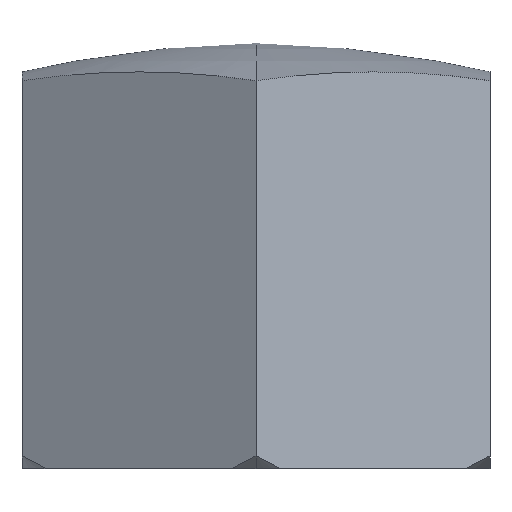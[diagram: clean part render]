
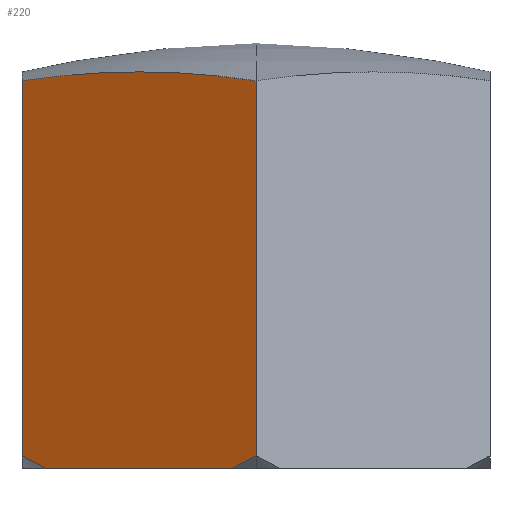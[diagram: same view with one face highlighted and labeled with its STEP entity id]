
A CAD part, front view. The second image highlights one B-rep face of the part: STEP entity #220.
In plain terms, the highlighted planar face has unit normal (-0.5, -0.866, 0).
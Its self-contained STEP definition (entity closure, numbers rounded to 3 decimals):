
#1 = CARTESIAN_POINT ( 'NONE',  ( -11., -6.351, 0.602 ) ) ;
#15 = ORIENTED_EDGE ( 'NONE', *, *, #345, .T. ) ;
#21 = ORIENTED_EDGE ( 'NONE', *, *, #380, .T. ) ;
#22 = CARTESIAN_POINT ( 'NONE',  ( -7.333, -8.468, 18.792 ) ) ;
#35 = CARTESIAN_POINT ( 'NONE',  ( 0., -12.702, 18.242 ) ) ;
#50 = B_SPLINE_CURVE_WITH_KNOTS ( 'NONE', 3,
 ( #35, #485, #22, #173 ),
 .UNSPECIFIED., .F., .F.,
 ( 4, 4 ),
 ( 0., 0.013 ),
 .UNSPECIFIED. ) ;
#52 = DIRECTION ( 'NONE',  ( 0., 0., -1. ) ) ;
#55 = DIRECTION ( 'NONE',  ( 0., 0., -1. ) ) ;
#81 = AXIS2_PLACEMENT_3D ( 'NONE', #319, #276, #639 ) ;
#88 = CARTESIAN_POINT ( 'NONE',  ( -1.135, -12.047, 0. ) ) ;
#96 = VERTEX_POINT ( 'NONE', #1 ) ;
#125 = B_SPLINE_CURVE_WITH_KNOTS ( 'NONE', 3,
 ( #254, #201, #570, #405 ),
 .UNSPECIFIED., .F., .F.,
 ( 4, 4 ),
 ( 0., 0.001 ),
 .UNSPECIFIED. ) ;
#137 = DIRECTION ( 'NONE',  ( 0.866, -0.5, 0. ) ) ;
#142 = CARTESIAN_POINT ( 'NONE',  ( 0., -12.702, 0.602 ) ) ;
#173 = CARTESIAN_POINT ( 'NONE',  ( -11., -6.351, 18.242 ) ) ;
#178 = FACE_OUTER_BOUND ( 'NONE', #628, .T. ) ;
#201 = CARTESIAN_POINT ( 'NONE',  ( -10.628, -6.566, 0.387 ) ) ;
#216 = CARTESIAN_POINT ( 'NONE',  ( -1.135, -12.047, 0. ) ) ;
#220 = ADVANCED_FACE ( 'NONE', ( #178 ), #322, .F. ) ;
#237 = ORIENTED_EDGE ( 'NONE', *, *, #292, .T. ) ;
#254 = CARTESIAN_POINT ( 'NONE',  ( -11., -6.351, 0.602 ) ) ;
#259 = CARTESIAN_POINT ( 'NONE',  ( 3.575, -14.766, 0. ) ) ;
#274 = VERTEX_POINT ( 'NONE', #88 ) ;
#276 = DIRECTION ( 'NONE',  ( 0.5, 0.866, 0. ) ) ;
#292 = EDGE_CURVE ( 'NONE', #468, #274, #491, .T. ) ;
#294 = VECTOR ( 'NONE', #52, 1000. ) ;
#314 = VERTEX_POINT ( 'NONE', #355 ) ;
#316 = CARTESIAN_POINT ( 'NONE',  ( -0.372, -12.487, 0.387 ) ) ;
#317 = ORIENTED_EDGE ( 'NONE', *, *, #321, .T. ) ;
#319 = CARTESIAN_POINT ( 'NONE',  ( -11., -6.351, 21. ) ) ;
#321 = EDGE_CURVE ( 'NONE', #96, #468, #125, .T. ) ;
#322 = PLANE ( 'NONE',  #81 ) ;
#345 = EDGE_CURVE ( 'NONE', #274, #568, #482, .T. ) ;
#351 = CARTESIAN_POINT ( 'NONE',  ( -9.865, -7.006, 0. ) ) ;
#355 = CARTESIAN_POINT ( 'NONE',  ( 0., -12.702, 18.242 ) ) ;
#380 = EDGE_CURVE ( 'NONE', #428, #96, #610, .T. ) ;
#405 = CARTESIAN_POINT ( 'NONE',  ( -9.865, -7.006, 0. ) ) ;
#416 = CARTESIAN_POINT ( 'NONE',  ( -0.75, -12.269, 0.185 ) ) ;
#428 = VERTEX_POINT ( 'NONE', #453 ) ;
#432 = ORIENTED_EDGE ( 'NONE', *, *, #451, .F. ) ;
#440 = VECTOR ( 'NONE', #137, 1000. ) ;
#450 = CARTESIAN_POINT ( 'NONE',  ( 0., -12.702, 21. ) ) ;
#451 = EDGE_CURVE ( 'NONE', #314, #568, #504, .T. ) ;
#453 = CARTESIAN_POINT ( 'NONE',  ( -11., -6.351, 18.242 ) ) ;
#468 = VERTEX_POINT ( 'NONE', #351 ) ;
#482 = B_SPLINE_CURVE_WITH_KNOTS ( 'NONE', 3,
 ( #216, #416, #316, #577 ),
 .UNSPECIFIED., .F., .F.,
 ( 4, 4 ),
 ( 0., 0.001 ),
 .UNSPECIFIED. ) ;
#485 = CARTESIAN_POINT ( 'NONE',  ( -3.667, -10.585, 18.792 ) ) ;
#491 = LINE ( 'NONE', #259, #440 ) ;
#504 = LINE ( 'NONE', #450, #294 ) ;
#560 = CARTESIAN_POINT ( 'NONE',  ( -11., -6.351, 21. ) ) ;
#563 = ORIENTED_EDGE ( 'NONE', *, *, #649, .T. ) ;
#566 = VECTOR ( 'NONE', #55, 1000. ) ;
#568 = VERTEX_POINT ( 'NONE', #142 ) ;
#570 = CARTESIAN_POINT ( 'NONE',  ( -10.25, -6.784, 0.185 ) ) ;
#577 = CARTESIAN_POINT ( 'NONE',  ( 0., -12.702, 0.602 ) ) ;
#610 = LINE ( 'NONE', #560, #566 ) ;
#628 = EDGE_LOOP ( 'NONE', ( #563, #21, #317, #237, #15, #432 ) ) ;
#639 = DIRECTION ( 'NONE',  ( -0.866, 0.5, 0. ) ) ;
#649 = EDGE_CURVE ( 'NONE', #314, #428, #50, .T. ) ;
